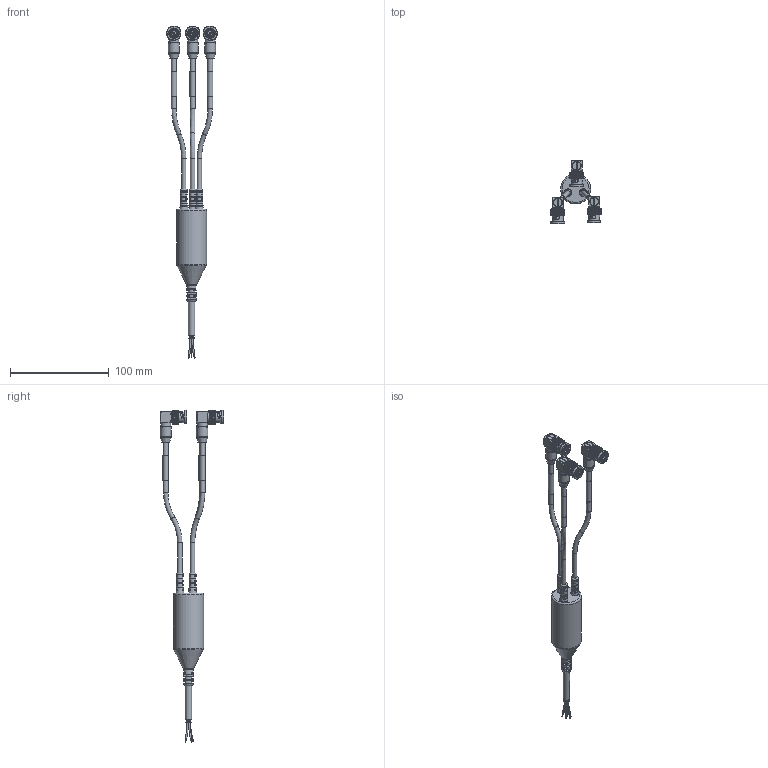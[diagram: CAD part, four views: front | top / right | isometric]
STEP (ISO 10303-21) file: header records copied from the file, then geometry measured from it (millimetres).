
FILE_DESCRIPTION(/* description */ (''),/* implementation_level */ '2;1');
FILE_NAME(/* name */ 'FD93.stp',/* time_stamp */ '2025-11-17T11:44:33-05:00',/* author */ ('cthayer'),/* organization */ (''),/* preprocessor_version */ 'ST-DEVELOPER v20',/* originating_system */ 'Autodesk Inventor 2025',/* authorisation */ '');
FILE_SCHEMA (('AUTOMOTIVE_DESIGN { 1 0 10303 214 3 1 1 }'));
Products named in the file (15): F3D; TOL12029 3 CABLE; CB105; CBP10037; CBP10373; CBP10373,CASE; CBP10373,CAP; MSP10137; MSP10287; MSP10288; MSP10286; CHAN 1 (Y AXIS); CHAN 2 (X AXIS); CHAN 3 (Z AXIS); Breakout Cables .175 diam
Assembly tree (20 placements, depth 3):
  F3D
    TOL12029 3 CABLE
    CB105
      CBP10037
    CBP10373  x3
      CBP10373,CASE
      CBP10373,CAP
    MSP10137  x3
    MSP10287
    MSP10288
    MSP10286
    CHAN 1 (Y AXIS)
    CHAN 2 (X AXIS)
    CHAN 3 (Z AXIS)
    Breakout Cables .175 diam  x3
Bounding box: 51.29 x 64.23 x 336.26 mm (x, y, z)
Volume: 74124.5 mm3; surface area: 40794.9 mm2
Topology: 83 solids, 83 shells, 3468 faces, 9527 edges, 5858 vertices
Faces by surface type: plane 1398, cylinder 1094, bspline 731, torus 211, cone 34
Full cylindrical faces by diameter (mm): 0.128 x19, 0.203 x48, 1.143 x3, 1.575 x4, 2.032 x9, 3.175 x3, 3.81 x6, 3.937 x1, 4.445 x10, 4.572 x1, 4.953 x6, 5.334 x3, 5.588 x3, 6.35 x1, 7.112 x3, 7.62 x3, 8.661 x6, 9.284 x3, 9.449 x3, 9.624 x1, 9.944 x3, 9.982 x3, 10.16 x3, 10.947 x3, 10.973 x3, 11.303 x3, 13.843 x3, 30.48 x1
Entity records: 117663 total; most frequent: CARTESIAN_POINT 54352, ORIENTED_EDGE 14098, DIRECTION 11187, EDGE_CURVE 7049, AXIS2_PLACEMENT_3D 4704, VERTEX_POINT 4233, EDGE_LOOP 2788, CIRCLE 2761
